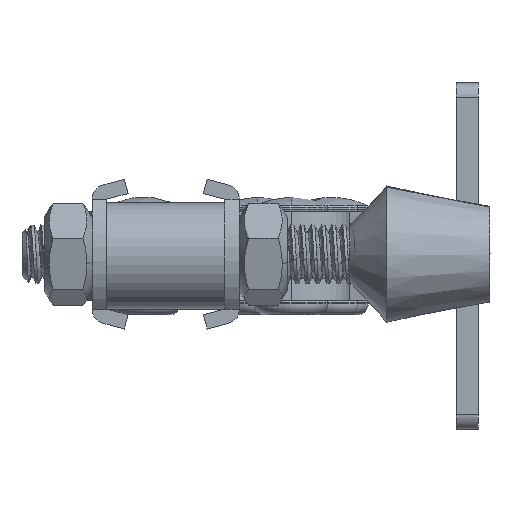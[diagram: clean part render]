
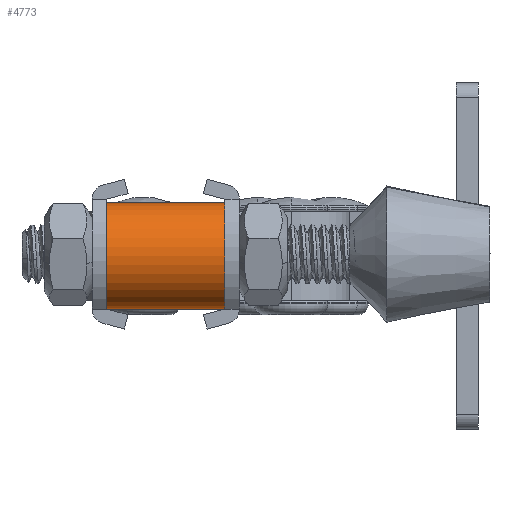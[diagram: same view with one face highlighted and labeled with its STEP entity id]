
A CAD part, left-side view. The second image highlights one B-rep face of the part: STEP entity #4773.
In plain terms, the highlighted cylindrical face has radius 7.2 mm (diameter 14.4 mm), a partial arc.
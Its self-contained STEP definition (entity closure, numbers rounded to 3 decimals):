
#1804 = AXIS2_PLACEMENT_3D ( 'NONE', #1844, #1843, #1842 ) ;
#1839 = CARTESIAN_POINT ( 'NONE',  ( -58.8, 5., 0. ) ) ;
#1842 = DIRECTION ( 'NONE',  ( 1., 0., 0. ) ) ;
#1843 = DIRECTION ( 'NONE',  ( 0., 1., 0. ) ) ;
#1844 = CARTESIAN_POINT ( 'NONE',  ( -58.8, 5., 7.2 ) ) ;
#1859 = CIRCLE ( 'NONE', #1804, 7.2 ) ;
#1895 = CARTESIAN_POINT ( 'NONE',  ( -58.8, -11., 0. ) ) ;
#1973 = DIRECTION ( 'NONE',  ( 0., -1., 0. ) ) ;
#1974 = VECTOR ( 'NONE', #1973, 1000. ) ;
#1975 = CARTESIAN_POINT ( 'NONE',  ( -58.8, 8., 0. ) ) ;
#1990 = LINE ( 'NONE', #1975, #1974 ) ;
#4312 = CARTESIAN_POINT ( 'NONE',  ( -58.8, 5., 14.4 ) ) ;
#4368 = DIRECTION ( 'NONE',  ( 0., -1., 0. ) ) ;
#4369 = CARTESIAN_POINT ( 'NONE',  ( -58.8, 8., 14.4 ) ) ;
#4371 = LINE ( 'NONE', #4369, #4423 ) ;
#4423 = VECTOR ( 'NONE', #4368, 1000. ) ;
#4772 = ORIENTED_EDGE ( 'NONE', *, *, #19879, .F. ) ;
#4773 = ADVANCED_FACE ( 'NONE', ( #11981 ), #11948, .T. ) ;
#4777 = ORIENTED_EDGE ( 'NONE', *, *, #6598, .F. ) ;
#4778 = EDGE_LOOP ( 'NONE', ( #5259, #4777, #4772, #5303 ) ) ;
#5167 = VERTEX_POINT ( 'NONE', #13650 ) ;
#5259 = ORIENTED_EDGE ( 'NONE', *, *, #19440, .T. ) ;
#5303 = ORIENTED_EDGE ( 'NONE', *, *, #19382, .F. ) ;
#6598 = EDGE_CURVE ( 'NONE', #5167, #19416, #21164, .T. ) ;
#11927 = CARTESIAN_POINT ( 'NONE',  ( -58.8, 8., 7.2 ) ) ;
#11929 = DIRECTION ( 'NONE',  ( 0., 0., -1. ) ) ;
#11930 = DIRECTION ( 'NONE',  ( 0., -1., 0. ) ) ;
#11948 = CYLINDRICAL_SURFACE ( 'NONE', #11980, 7.2 ) ;
#11980 = AXIS2_PLACEMENT_3D ( 'NONE', #11927, #11930, #11929 ) ;
#11981 = FACE_OUTER_BOUND ( 'NONE', #4778, .T. ) ;
#13650 = CARTESIAN_POINT ( 'NONE',  ( -58.8, -11., 14.4 ) ) ;
#19382 = EDGE_CURVE ( 'NONE', #19423, #19897, #1859, .T. ) ;
#19416 = VERTEX_POINT ( 'NONE', #1895 ) ;
#19423 = VERTEX_POINT ( 'NONE', #1839 ) ;
#19440 = EDGE_CURVE ( 'NONE', #19423, #19416, #1990, .T. ) ;
#19879 = EDGE_CURVE ( 'NONE', #19897, #5167, #4371, .T. ) ;
#19897 = VERTEX_POINT ( 'NONE', #4312 ) ;
#21154 = AXIS2_PLACEMENT_3D ( 'NONE', #21156, #21203, #21202 ) ;
#21156 = CARTESIAN_POINT ( 'NONE',  ( -58.8, -11., 7.2 ) ) ;
#21164 = CIRCLE ( 'NONE', #21154, 7.2 ) ;
#21202 = DIRECTION ( 'NONE',  ( -1., 0., 0. ) ) ;
#21203 = DIRECTION ( 'NONE',  ( 0., -1., 0. ) ) ;
